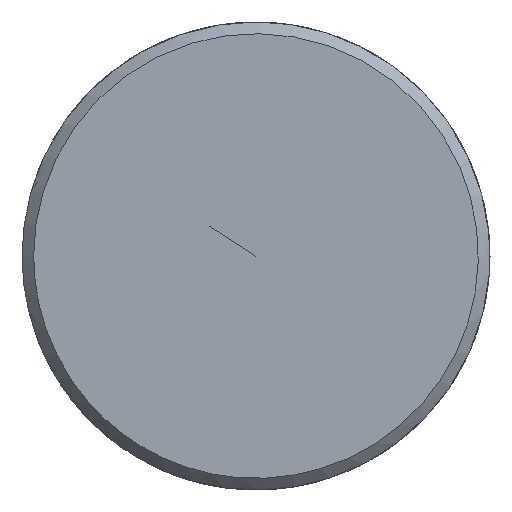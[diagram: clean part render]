
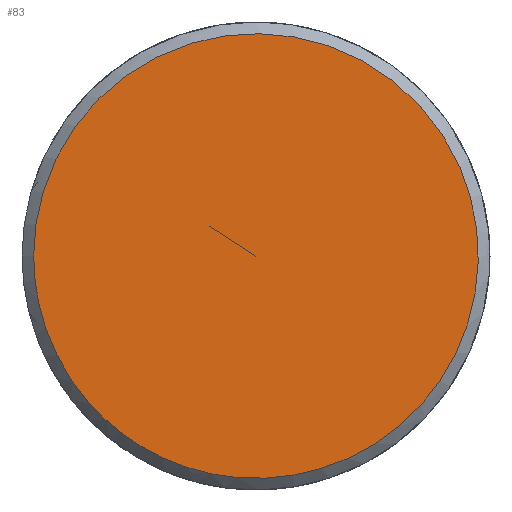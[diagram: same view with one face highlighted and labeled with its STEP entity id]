
A CAD part, left-side view. The second image highlights one B-rep face of the part: STEP entity #83.
In plain terms, the highlighted free-form (B-spline) face has degree [5, 1] with [6, 2] control points.
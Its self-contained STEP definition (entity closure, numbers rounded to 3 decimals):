
#1 = CARTESIAN_POINT ('', (-75., 4.75, 0.));
#2 = VERTEX_POINT ('', #1);
#12 = CARTESIAN_POINT ('', (-75., 4.75, 0.));
#13 = CARTESIAN_POINT ('', (-75., 4.75, 19.));
#14 = CARTESIAN_POINT ('', (-75., -14.25, 9.5));
#15 = CARTESIAN_POINT ('', (-75., -14.25, -9.5));
#16 = CARTESIAN_POINT ('', (-75., 4.75, -19.));
#17 = CARTESIAN_POINT ('', (-75., 4.75, 0.));
#18 = (
   BOUNDED_CURVE ()
   B_SPLINE_CURVE (5, (#12, #13, #14, #15, #16, #17), .UNSPECIFIED., .T., .U.)
   B_SPLINE_CURVE_WITH_KNOTS ((6, 6), (0., 1.), .UNSPECIFIED.)
   CURVE ()
   GEOMETRIC_REPRESENTATION_ITEM ()
   RATIONAL_B_SPLINE_CURVE ((5., 1., 1., 1., 1., 5.))
   REPRESENTATION_ITEM ('')
);
#19 = EDGE_CURVE ('', #2, #2, #18, .T.);
#59 = CARTESIAN_POINT ('', (-75., 0., 0.));
#60 = VERTEX_POINT ('', #59);
#61 = CARTESIAN_POINT ('', (-75., 0., 0.));
#62 = CARTESIAN_POINT ('', (-75., 4.75, 0.));
#63 = B_SPLINE_CURVE_WITH_KNOTS ('', 1, (#61, #62), .UNSPECIFIED., .F., .U., (2, 2), (0., 1.), .UNSPECIFIED.);
#64 = EDGE_CURVE ('', #60, #2, #63, .T.);
#65 = ORIENTED_EDGE ('', *, *, #64, .F.);
#66 = ORIENTED_EDGE ('', *, *, #64, .T.);
#67 = ORIENTED_EDGE ('', *, *, #19, .F.);
#68 = EDGE_LOOP ('', (#65, #66, #67));
#69 = FACE_OUTER_BOUND ('', #68, .T.);
#70 = CARTESIAN_POINT ('', (-75., 0., 0.));
#71 = CARTESIAN_POINT ('', (-75., 4.75, 0.));
#72 = CARTESIAN_POINT ('', (-75., 0., 0.));
#73 = CARTESIAN_POINT ('', (-75., 4.75, 19.));
#74 = CARTESIAN_POINT ('', (-75., 0., 0.));
#75 = CARTESIAN_POINT ('', (-75., -14.25, 9.5));
#76 = CARTESIAN_POINT ('', (-75., 0., 0.));
#77 = CARTESIAN_POINT ('', (-75., -14.25, -9.5));
#78 = CARTESIAN_POINT ('', (-75., 0., 0.));
#79 = CARTESIAN_POINT ('', (-75., 4.75, -19.));
#80 = CARTESIAN_POINT ('', (-75., 0., 0.));
#81 = CARTESIAN_POINT ('', (-75., 4.75, 0.));
#82 = (
   BOUNDED_SURFACE ()
   B_SPLINE_SURFACE (5, 1, ((#70, #71), (#72, #73), (#74, #75), (#76, #77), (#78, #79), (#80, #81)), .UNSPECIFIED., .T., .F., .U.)
   B_SPLINE_SURFACE_WITH_KNOTS ((6, 6), (2, 2), (0., 1.), (0., 1.), .UNSPECIFIED.)
   SURFACE ()
   GEOMETRIC_REPRESENTATION_ITEM ()
   RATIONAL_B_SPLINE_SURFACE (((5., 5.), (1., 1.), (1., 1.), (1., 1.), (1., 1.), (5., 5.)))
   REPRESENTATION_ITEM ('')
);
#83 = ADVANCED_FACE ('', (#69), #82, .T.);
